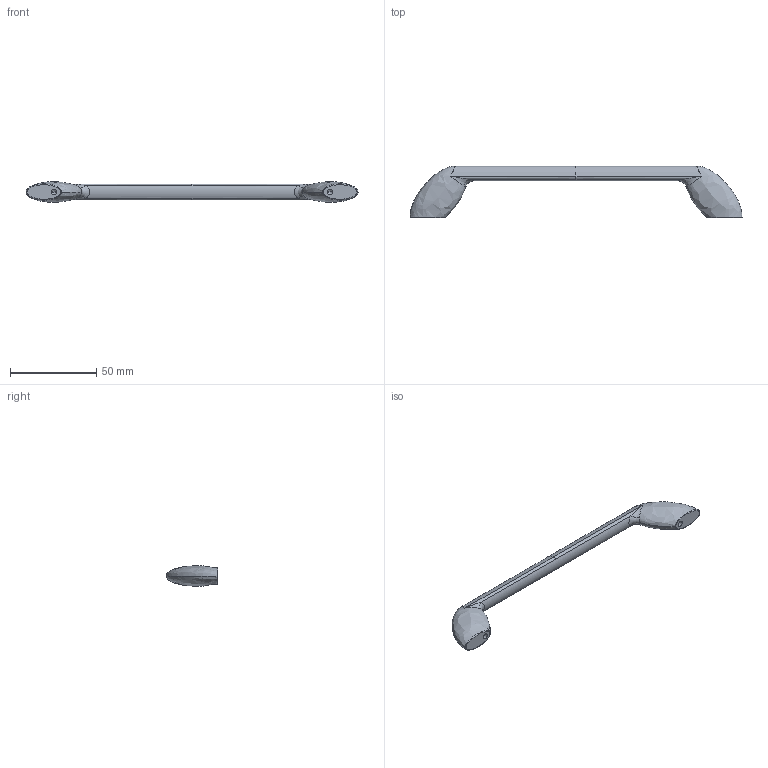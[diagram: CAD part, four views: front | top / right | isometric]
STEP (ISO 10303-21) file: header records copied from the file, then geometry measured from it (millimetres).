
FILE_DESCRIPTION(('Creo Elements/Direct Modeling STEP Export'),'2;1');
FILE_NAME('2392-192.stp','2019-03-22T11:10:20',(''),(''),'Creo Elements/Direct Modeling STEP processor for AP214 (Solid Model)','Creo Elements/Direct Modeling 20.0 12-Nov-2016 (C) Parametric Technology GmbH','');
FILE_SCHEMA(('AUTOMOTIVE_DESIGN { 1 0 10303 214 1 1 1 1 }'));
Length unit declared in the file: millimetre
Products named in the file (2): 2392-192
Assembly tree (1 placements, depth 2):
  2392-192
    2392-192
Bounding box: 192.68 x 30 x 12 mm (x, y, z)
Volume: 18207.6 mm3; surface area: 7405.5 mm2
Topology: 1 solids, 1 shells, 39 faces, 91 edges, 54 vertices
Faces by surface type: bspline 16, cylinder 13, plane 4, cone 4, extrusion 2
Entity records: 12637 total; most frequent: CARTESIAN_POINT 11889, ORIENTED_EDGE 174, DIRECTION 92, EDGE_CURVE 87, VERTEX_POINT 54, EDGE_LOOP 43, FACE_OUTER_BOUND 39, ADVANCED_FACE 39
